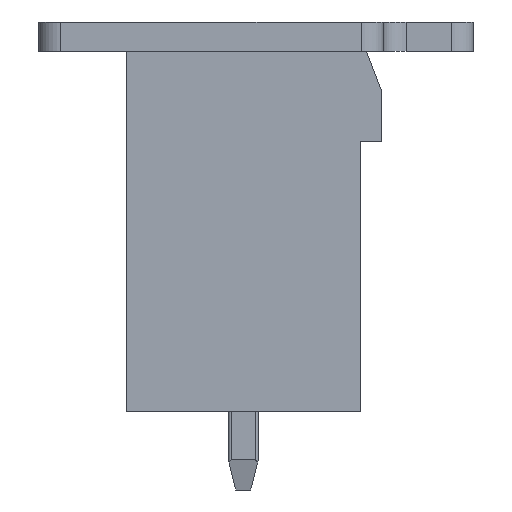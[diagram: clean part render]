
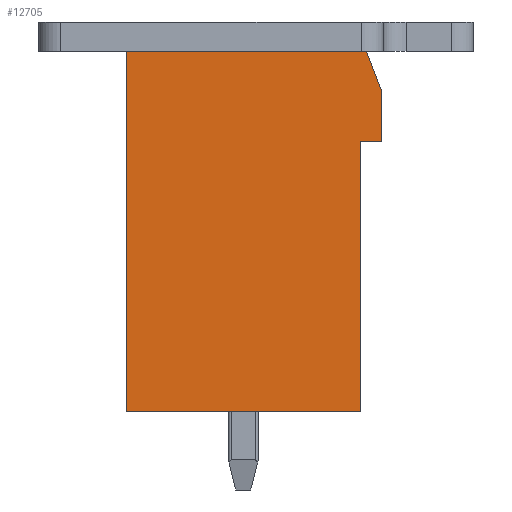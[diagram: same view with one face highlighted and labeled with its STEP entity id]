
A CAD part, left-side view. The second image highlights one B-rep face of the part: STEP entity #12705.
In plain terms, the highlighted planar face has unit normal (-1, 0, 0).
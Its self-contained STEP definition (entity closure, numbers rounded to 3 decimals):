
#413=LINE('',#17559,#1819);
#421=LINE('',#17575,#1827);
#431=LINE('',#17598,#1837);
#802=LINE('',#18452,#2208);
#814=LINE('',#18467,#2220);
#815=LINE('',#18469,#2221);
#818=LINE('',#18475,#2224);
#1819=VECTOR('',#14103,1000.);
#1827=VECTOR('',#14115,1000.);
#1837=VECTOR('',#14129,1000.);
#2208=VECTOR('',#14702,1000.);
#2220=VECTOR('',#14716,1000.);
#2221=VECTOR('',#14719,1000.);
#2224=VECTOR('',#14724,1000.);
#5298=ORIENTED_EDGE('',*,*,#6915,.T.);
#5299=ORIENTED_EDGE('',*,*,#6907,.T.);
#5300=ORIENTED_EDGE('',*,*,#7346,.T.);
#5301=ORIENTED_EDGE('',*,*,#6926,.T.);
#5302=ORIENTED_EDGE('',*,*,#7362,.T.);
#5303=ORIENTED_EDGE('',*,*,#7359,.T.);
#5304=ORIENTED_EDGE('',*,*,#7358,.T.);
#6907=EDGE_CURVE('',#8745,#8744,#413,.T.);
#6915=EDGE_CURVE('',#8750,#8745,#421,.T.);
#6926=EDGE_CURVE('',#8762,#8761,#431,.T.);
#7346=EDGE_CURVE('',#8744,#8762,#802,.T.);
#7358=EDGE_CURVE('',#9105,#8750,#814,.T.);
#7359=EDGE_CURVE('',#9106,#9105,#815,.T.);
#7362=EDGE_CURVE('',#8761,#9106,#818,.T.);
#8744=VERTEX_POINT('',#17558);
#8745=VERTEX_POINT('',#17560);
#8750=VERTEX_POINT('',#17573);
#8761=VERTEX_POINT('',#17597);
#8762=VERTEX_POINT('',#17599);
#9105=VERTEX_POINT('',#18457);
#9106=VERTEX_POINT('',#18470);
#10669=EDGE_LOOP('',(#5298,#5299,#5300,#5301,#5302,#5303,#5304));
#11451=FACE_BOUND('',#10669,.T.);
#12085=PLANE('',#13593);
#12705=ADVANCED_FACE('',(#11451),#12085,.T.);
#13593=AXIS2_PLACEMENT_3D('',#19851,#16031,#16032);
#14103=DIRECTION('',(0.,1.,0.));
#14115=DIRECTION('',(0.,0.359,0.933));
#14129=DIRECTION('',(0.,-1.,0.));
#14702=DIRECTION('',(0.,0.,-1.));
#14716=DIRECTION('',(0.,0.,1.));
#14719=DIRECTION('',(0.,-1.,0.));
#14724=DIRECTION('',(0.,0.,1.));
#16031=DIRECTION('',(-1.,0.,0.));
#16032=DIRECTION('',(0.,0.,1.));
#17558=CARTESIAN_POINT('',(-20.32,8.5,6.));
#17559=CARTESIAN_POINT('',(-20.32,0.5,6.));
#17560=CARTESIAN_POINT('',(-20.32,0.5,6.));
#17573=CARTESIAN_POINT('',(-20.32,0.,4.7));
#17575=CARTESIAN_POINT('',(-20.32,0.,4.7));
#17597=CARTESIAN_POINT('',(-20.32,0.7,-6.));
#17598=CARTESIAN_POINT('',(-20.32,8.5,-6.));
#17599=CARTESIAN_POINT('',(-20.32,8.5,-6.));
#18452=CARTESIAN_POINT('',(-20.32,8.5,6.));
#18457=CARTESIAN_POINT('',(-20.32,0.,3.));
#18467=CARTESIAN_POINT('',(-20.32,0.,3.));
#18469=CARTESIAN_POINT('',(-20.32,0.7,3.));
#18470=CARTESIAN_POINT('',(-20.32,0.7,3.));
#18475=CARTESIAN_POINT('',(-20.32,0.7,-6.));
#19851=CARTESIAN_POINT('',(-20.32,0.,0.));
